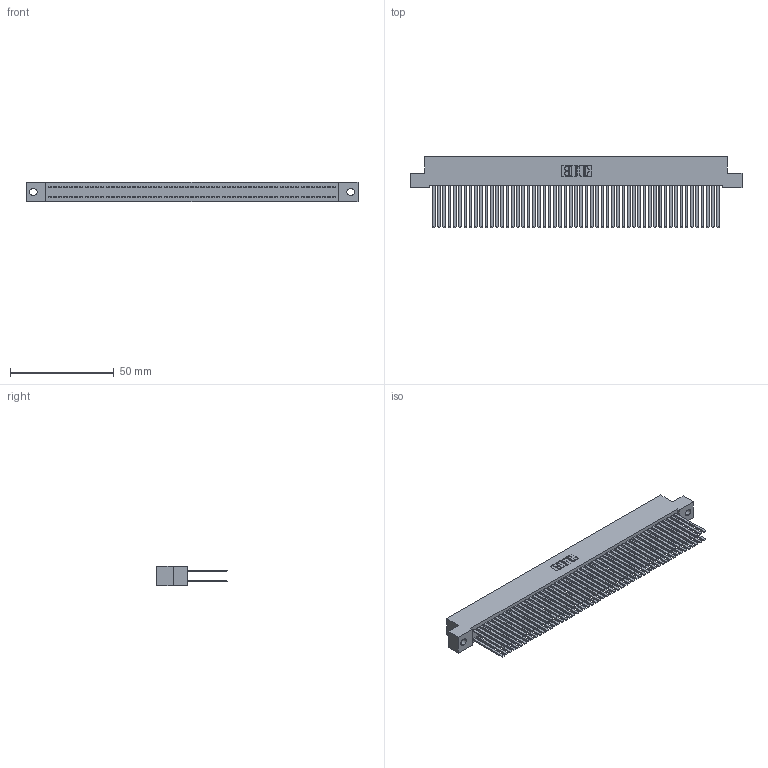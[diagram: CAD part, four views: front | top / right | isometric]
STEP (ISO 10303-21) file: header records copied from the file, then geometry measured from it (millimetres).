
FILE_DESCRIPTION (( 'STEP AP203' ), '1' );
FILE_NAME ('342-110-544-202.STEP', '2018-08-14T11:37:58', ( '' ), ( '' ), 'SwSTEP 2.0', 'SolidWorks 2016', '' );
FILE_SCHEMA (( 'CONFIG_CONTROL_DESIGN' ));
Length unit declared in the file: inch
Products named in the file (3): 345-292-001_345-293-144; 342-110-544-202; 342 Part_.128 Slot
Assembly tree (111 placements, depth 2):
  342-110-544-202
    342 Part_.128 Slot
    345-292-001_345-293-144  x110
Bounding box: 160.02 x 34.3 x 9.4 mm (x, y, z)
Volume: 15929.2 mm3; surface area: 30278.8 mm2
Topology: 111 solids, 111 shells, 5174 faces, 15381 edges, 10106 vertices
Faces by surface type: plane 3590, cylinder 1584
Entity records: 33521 total; most frequent: CARTESIAN_POINT 5538, ORIENTED_EDGE 5474, DIRECTION 4705, EDGE_CURVE 2737, LINE 2613, VECTOR 2613, VERTEX_POINT 1822, AXIS2_PLACEMENT_3D 1046
